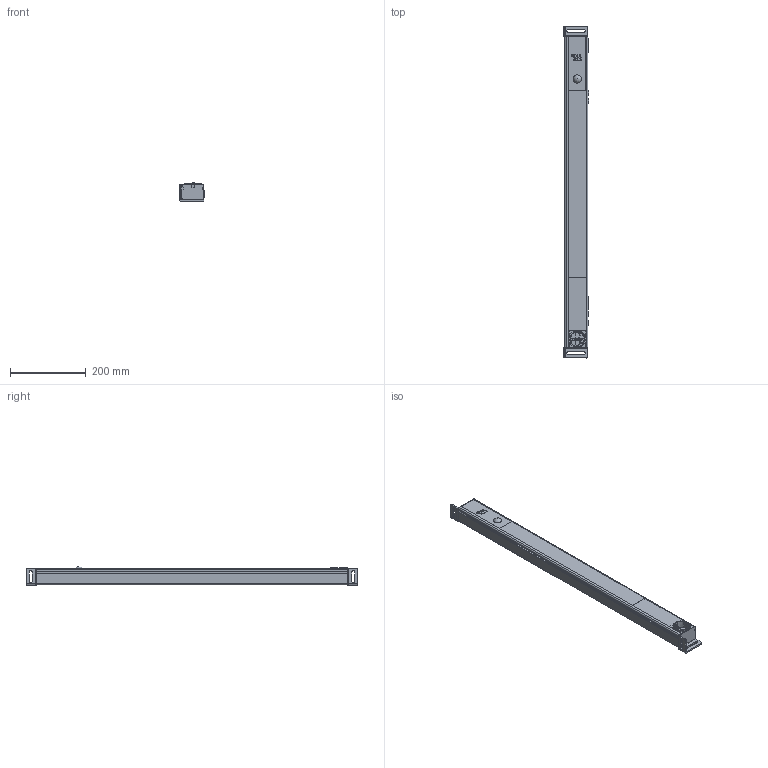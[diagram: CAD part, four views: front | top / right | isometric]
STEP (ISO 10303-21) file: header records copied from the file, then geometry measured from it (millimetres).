
FILE_DESCRIPTION(/* description */ (''),/* implementation_level */ '2;1');
FILE_NAME(/* name */ '111417_LED-A-825-B-E-R-VX.stp',/* time_stamp */ '2024-08-26T14:39:16+02:00',/* author */ ('cad'),/* organization */ (''),/* preprocessor_version */ 'ST-DEVELOPER v15.6',/* originating_system */ 'Autodesk Inventor 2015',/* authorisation */ '');
FILE_SCHEMA (('AUTOMOTIVE_DESIGN { 1 0 10303 214 3 1 1 }'));
Products named in the file (1): 111417_LED-A-825-B-E-R-VX_Shrinkwrap_1
Bounding box: 66 x 875 x 49.6 mm (x, y, z)
Surface area: 347114.1 mm2 (no closed solid volume)
Topology: 0 solids, 65 shells, 1985 faces, 7197 edges, 5281 vertices
Faces by surface type: plane 1532, cylinder 338, bspline 49, cone 43, sphere 15, torus 8
Full cylindrical faces by diameter (mm): 1.2 x3, 2.5 x4, 3.3 x2, 8.2 x1, 20.902 x1, 25 x1, 26 x1, 28 x1
Entity records: 80485 total; most frequent: CARTESIAN_POINT 19435, ORIENTED_EDGE 12292, DIRECTION 11457, EDGE_CURVE 7157, LINE 5809, VECTOR 5809, VERTEX_POINT 5274, AXIS2_PLACEMENT_3D 2824
